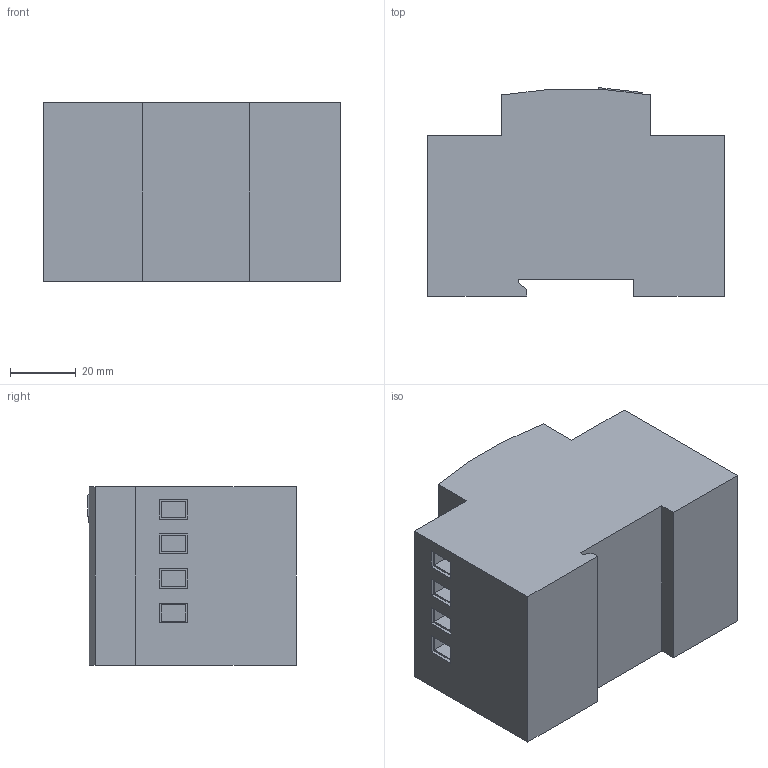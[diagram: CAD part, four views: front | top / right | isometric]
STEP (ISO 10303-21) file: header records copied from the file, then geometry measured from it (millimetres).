
FILE_DESCRIPTION((''),'2;1');
FILE_NAME('ASM0006_ASM','2020-10-26T',('marketing.praksa'),('Audax d.o.o.'),'CREO PARAMETRIC BY PTC INC, 2017480','CREO PARAMETRIC BY PTC INC, 2017480','');
FILE_SCHEMA(('AUTOMOTIVE_DESIGN { 1 0 10303 214 1 1 1 1 }'));
Length unit declared in the file: millimetre
Products named in the file (27): OPEN_CASCADE_STEP_TRANSLATOR-_5; OPEN_CASCADE_STEP_TRANSLAT-10_2; OPEN_CASCADE_STEP_TRANSLAT-20_2; OPEN_CASCADE_STEP_TRANSLAT-30_2; OPEN_CASCADE_STEP_TRANSLAT-40_2; OPEN_CASCADE_STEP_TRANSLAT-91_1; OPEN_CASCADE_STEP_TRANSLAT-9853; OPEN_CASCADE_STEP_TRANSLA-10518; OPEN_CASCADE_STEP_TRANSLA-11183; OPEN_CASCADE_STEP_TRANSLA-11848; OPEN_CASCADE_STEP_TRANSLA-12848; OPEN_CASCADE_STEP_TRANSLA-13848; OPEN_CASCADE_STEP_TRANSLA-14848; OPEN_CASCADE_STEP_TRANSLA-158_1; OPEN_CASCADE_STEP_TRANSLA-165_1; OPEN_CASCADE_STEP_TRANSLA-171_1; OPEN_CASCADE_STEP_TRANSLA-178_2; OPEN_CASCADE_STEP_TRANSLATOR-_4_ASM; OPEN_CASCADE_STEP_TRANSLATOR__5; OPEN_CASCADE_STEP_TRANSLAT-21_4; OPEN_CASCADE_STEP_TRANSLAT-28_4; OPEN_CASCADE_STEP_TRANSLATOR__6_ASM; 200__LOGO_ASM_1_ASM_1_1_2_3_ASM; TRAFO_ASM_1_ASM_1_1_2_3_ASM; CTR30_50_5_ASM_1_1_2_3_ASM; ASM0007_ASM; ASM0006_ASM
Assembly tree (26 placements, depth 7):
  ASM0006_ASM
    OPEN_CASCADE_STEP_TRANSLATOR-_4_ASM
      OPEN_CASCADE_STEP_TRANSLATOR-_5
      OPEN_CASCADE_STEP_TRANSLAT-10_2
      OPEN_CASCADE_STEP_TRANSLAT-20_2
      OPEN_CASCADE_STEP_TRANSLAT-30_2
      OPEN_CASCADE_STEP_TRANSLAT-40_2
      OPEN_CASCADE_STEP_TRANSLAT-91_1
      OPEN_CASCADE_STEP_TRANSLAT-9853
      OPEN_CASCADE_STEP_TRANSLA-10518
      OPEN_CASCADE_STEP_TRANSLA-11183
      OPEN_CASCADE_STEP_TRANSLA-11848
      OPEN_CASCADE_STEP_TRANSLA-12848
      OPEN_CASCADE_STEP_TRANSLA-13848
      OPEN_CASCADE_STEP_TRANSLA-14848
      OPEN_CASCADE_STEP_TRANSLA-158_1
      OPEN_CASCADE_STEP_TRANSLA-165_1
      OPEN_CASCADE_STEP_TRANSLA-171_1
      OPEN_CASCADE_STEP_TRANSLA-178_2
    ASM0007_ASM
      CTR30_50_5_ASM_1_1_2_3_ASM
        TRAFO_ASM_1_ASM_1_1_2_3_ASM
          200__LOGO_ASM_1_ASM_1_1_2_3_ASM
            OPEN_CASCADE_STEP_TRANSLATOR__6_ASM
              OPEN_CASCADE_STEP_TRANSLATOR__5
              OPEN_CASCADE_STEP_TRANSLAT-21_4
              OPEN_CASCADE_STEP_TRANSLAT-28_4
Bounding box: 90 x 63.23 x 54 mm (x, y, z)
Volume: 254622.8 mm3; surface area: 34700.1 mm2
Topology: 20 solids, 20 shells, 320 faces, 892 edges, 606 vertices
Faces by surface type: plane 263, cylinder 41, sphere 16
Entity records: 16936 total; most frequent: CARTESIAN_POINT 2066, DIRECTION 1912, ORIENTED_EDGE 1736, PRESENTATION_STYLE_ASSIGNMENT 1207, STYLED_ITEM 1205, CURVE_STYLE 868, EDGE_CURVE 868, AXIS2_PLACEMENT_3D 676
